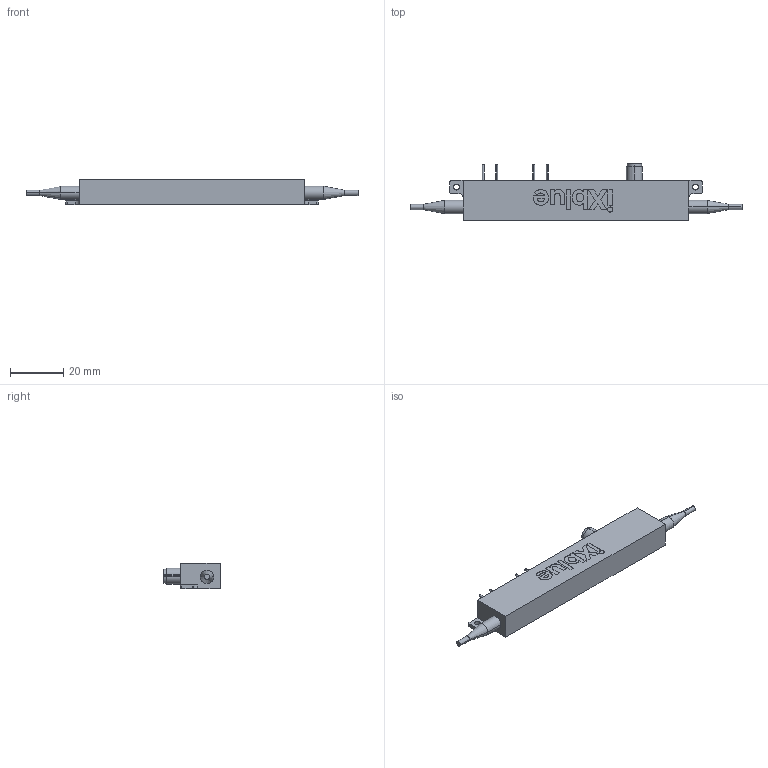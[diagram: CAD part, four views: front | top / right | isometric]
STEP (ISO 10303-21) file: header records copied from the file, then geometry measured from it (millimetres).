
FILE_DESCRIPTION (( 'STEP AP203' ), '1' );
FILE_NAME (' - -Fichier SFF MX part.step', '2017-10-24T06:54:28', ( '' ), ( '' ), 'SwSTEP 2.0', 'SolidWorks 2016', '' );
FILE_SCHEMA (( 'CONFIG_CONTROL_DESIGN' ));
Length unit declared in the file: millimetre
Products named in the file (1):  - -Fichier SFF MX part
Bounding box: 125 x 21.3 x 9.65 mm (x, y, z)
Volume: 12952.7 mm3; surface area: 5359.5 mm2
Topology: 1 solids, 1 shells, 130 faces, 316 edges, 202 vertices
Faces by surface type: plane 67, cylinder 42, cone 12, bspline 9
Entity records: 4043 total; most frequent: CARTESIAN_POINT 930, DIRECTION 620, ORIENTED_EDGE 616, EDGE_CURVE 308, AXIS2_PLACEMENT_3D 208, LINE 204, VECTOR 204, VERTEX_POINT 202
